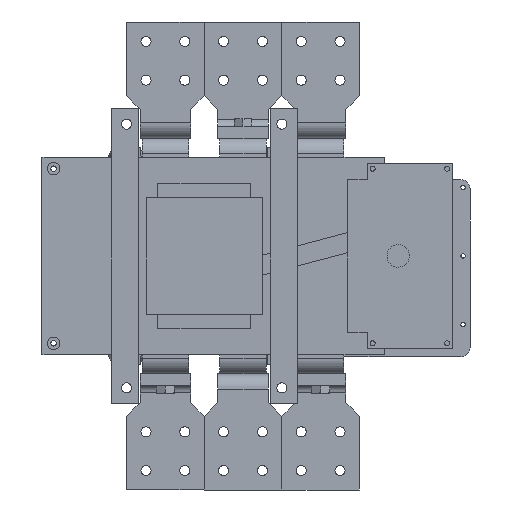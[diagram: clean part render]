
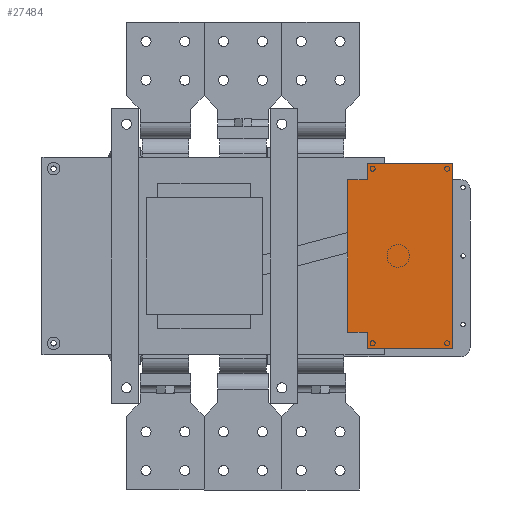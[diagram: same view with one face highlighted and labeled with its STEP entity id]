
A CAD part, front view. The second image highlights one B-rep face of the part: STEP entity #27484.
In plain terms, the highlighted planar face has unit normal (0, -1, 0).
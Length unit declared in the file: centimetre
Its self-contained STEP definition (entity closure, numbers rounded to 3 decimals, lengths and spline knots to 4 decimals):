
#755=LINE('',#40324,#3211);
#756=LINE('',#40326,#3212);
#757=LINE('',#40328,#3213);
#758=LINE('',#40330,#3214);
#759=LINE('',#40332,#3215);
#760=LINE('',#40334,#3216);
#761=LINE('',#40336,#3217);
#762=LINE('',#40337,#3218);
#3211=VECTOR('',#32730,2.5);
#3212=VECTOR('',#32731,19.7);
#3213=VECTOR('',#32732,2.5);
#3214=VECTOR('',#32733,2.1);
#3215=VECTOR('',#32734,11.);
#3216=VECTOR('',#32735,23.9);
#3217=VECTOR('',#32736,11.);
#3218=VECTOR('',#32737,2.1);
#5328=PLANE('',#29235);
#7618=FACE_OUTER_BOUND('',#9331,.T.);
#9331=EDGE_LOOP('',(#19710,#19711,#19712,#19713,#19714,#19715,#19716,#19717));
#12756=VERTEX_POINT('',#40322);
#12757=VERTEX_POINT('',#40323);
#12758=VERTEX_POINT('',#40325);
#12759=VERTEX_POINT('',#40327);
#12760=VERTEX_POINT('',#40329);
#12761=VERTEX_POINT('',#40331);
#12762=VERTEX_POINT('',#40333);
#12763=VERTEX_POINT('',#40335);
#15474=EDGE_CURVE('',#12756,#12757,#755,.T.);
#15475=EDGE_CURVE('',#12758,#12756,#756,.T.);
#15476=EDGE_CURVE('',#12759,#12758,#757,.T.);
#15477=EDGE_CURVE('',#12760,#12759,#758,.T.);
#15478=EDGE_CURVE('',#12761,#12760,#759,.T.);
#15479=EDGE_CURVE('',#12762,#12761,#760,.T.);
#15480=EDGE_CURVE('',#12763,#12762,#761,.T.);
#15481=EDGE_CURVE('',#12757,#12763,#762,.T.);
#19710=ORIENTED_EDGE('',*,*,#15474,.F.);
#19711=ORIENTED_EDGE('',*,*,#15475,.F.);
#19712=ORIENTED_EDGE('',*,*,#15476,.F.);
#19713=ORIENTED_EDGE('',*,*,#15477,.F.);
#19714=ORIENTED_EDGE('',*,*,#15478,.F.);
#19715=ORIENTED_EDGE('',*,*,#15479,.F.);
#19716=ORIENTED_EDGE('',*,*,#15480,.F.);
#19717=ORIENTED_EDGE('',*,*,#15481,.F.);
#27484=ADVANCED_FACE('',(#7618),#5328,.F.);
#29235=AXIS2_PLACEMENT_3D('',#40321,#32728,#32729);
#32728=DIRECTION('center_axis',(0.,1.,0.));
#32729=DIRECTION('ref_axis',(0.,0.,1.));
#32730=DIRECTION('',(1.,0.,0.));
#32731=DIRECTION('',(0.,0.,1.));
#32732=DIRECTION('',(-1.,0.,0.));
#32733=DIRECTION('',(0.,0.,1.));
#32734=DIRECTION('',(-1.,0.,0.));
#32735=DIRECTION('',(0.,0.,-1.));
#32736=DIRECTION('',(1.,0.,0.));
#32737=DIRECTION('',(0.,0.,1.));
#40321=CARTESIAN_POINT('Origin',(43.4973,-15.75,24.7));
#40322=CARTESIAN_POINT('',(39.4,-15.75,22.6));
#40323=CARTESIAN_POINT('',(41.9,-15.75,22.6));
#40324=CARTESIAN_POINT('',(39.4,-15.75,22.6));
#40325=CARTESIAN_POINT('',(39.4,-15.75,2.9));
#40326=CARTESIAN_POINT('',(39.4,-15.75,2.9));
#40327=CARTESIAN_POINT('',(41.9,-15.75,2.9));
#40328=CARTESIAN_POINT('',(41.9,-15.75,2.9));
#40329=CARTESIAN_POINT('',(41.9,-15.75,0.8));
#40330=CARTESIAN_POINT('',(41.9,-15.75,0.8));
#40331=CARTESIAN_POINT('',(52.9,-15.75,0.8));
#40332=CARTESIAN_POINT('',(52.9,-15.75,0.8));
#40333=CARTESIAN_POINT('',(52.9,-15.75,24.7));
#40334=CARTESIAN_POINT('',(52.9,-15.75,24.7));
#40335=CARTESIAN_POINT('',(41.9,-15.75,24.7));
#40336=CARTESIAN_POINT('',(41.9,-15.75,24.7));
#40337=CARTESIAN_POINT('',(41.9,-15.75,22.6));
